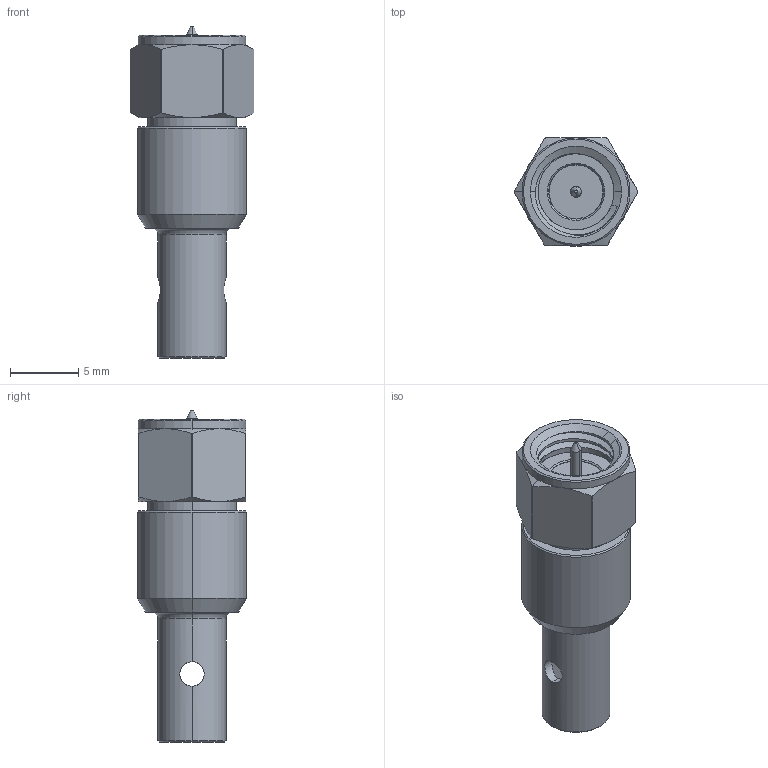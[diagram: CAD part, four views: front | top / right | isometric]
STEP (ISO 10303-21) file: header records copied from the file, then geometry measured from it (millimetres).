
FILE_DESCRIPTION (( 'STEP AP214' ), '1' );
FILE_NAME ('54-93-1-014-DSn-HB.STEP', '2026-02-09T13:18:09', ( '' ), ( '' ), 'SwSTEP 2.0', 'SolidWorks 2025', '' );
FILE_SCHEMA (( 'AUTOMOTIVE_DESIGN' ));
Length unit declared in the file: millimetre
Products named in the file (1): 54-93-1-014-DSn-HB
Bounding box: 9.1 x 8 x 24.4 mm (x, y, z)
Surface area: 936.6 mm2 (no closed solid volume)
Topology: 0 solids, 7 shells, 86 faces, 213 edges, 131 vertices
Faces by surface type: cone 34, cylinder 32, plane 14, bspline 4, torus 2
Entity records: 3490 total; most frequent: CARTESIAN_POINT 1508, DIRECTION 423, ORIENTED_EDGE 397, EDGE_CURVE 213, AXIS2_PLACEMENT_3D 180, VERTEX_POINT 131, CIRCLE 97, EDGE_LOOP 93
